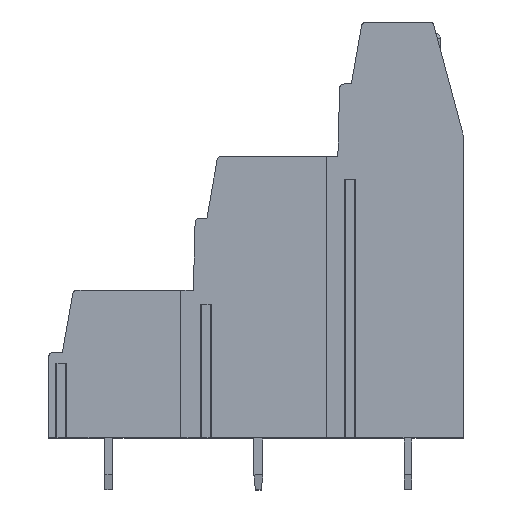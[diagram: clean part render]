
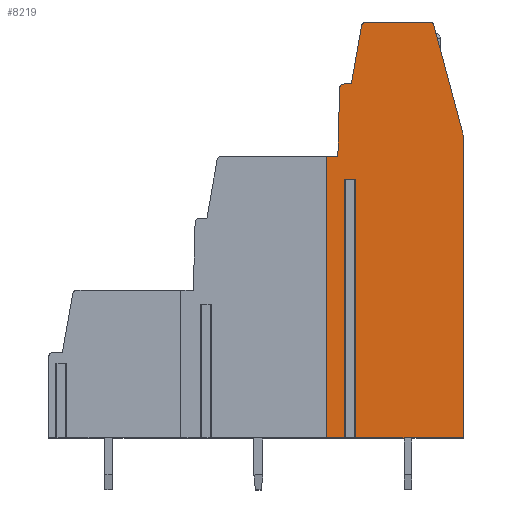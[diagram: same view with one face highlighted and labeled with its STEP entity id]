
A CAD part, top view. The second image highlights one B-rep face of the part: STEP entity #8219.
In plain terms, the highlighted planar face has unit normal (0, 0, 1).
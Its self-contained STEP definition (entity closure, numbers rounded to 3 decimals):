
#14=DIRECTION('',(-1.,0.,0.));
#15=VECTOR('',#14,0.743);
#16=CARTESIAN_POINT('',(1.908,2.65,17.78));
#17=LINE('',#16,#15);
#18=DIRECTION('',(0.,-1.,0.));
#19=VECTOR('',#18,17.55);
#20=CARTESIAN_POINT('',(1.165,2.65,17.78));
#21=LINE('',#20,#19);
#22=DIRECTION('',(1.,0.,0.));
#23=VECTOR('',#22,1.228);
#24=CARTESIAN_POINT('',(-0.063,-14.9,17.78));
#25=LINE('',#24,#23);
#26=DIRECTION('',(-1.,0.,0.));
#27=VECTOR('',#26,0.75);
#28=CARTESIAN_POINT('',(0.687,4.2,17.78));
#29=LINE('',#28,#27);
#30=DIRECTION('',(-0.026,-1.,0.));
#31=VECTOR('',#30,4.609);
#32=CARTESIAN_POINT('',(0.808,8.808,17.78));
#33=LINE('',#32,#31);
#34=CARTESIAN_POINT('',(1.108,8.8,17.78));
#35=DIRECTION('',(0.,0.,1.));
#36=DIRECTION('',(0.,1.,0.));
#37=AXIS2_PLACEMENT_3D('',#34,#35,#36);
#39=DIRECTION('',(-1.,0.,0.));
#40=VECTOR('',#39,0.497);
#41=CARTESIAN_POINT('',(1.605,9.1,17.78));
#42=LINE('',#41,#40);
#43=DIRECTION('',(-0.174,-0.985,0.));
#44=VECTOR('',#43,4.013);
#45=CARTESIAN_POINT('',(2.301,13.052,17.78));
#46=LINE('',#45,#44);
#47=CARTESIAN_POINT('',(2.597,13.,17.78));
#48=DIRECTION('',(0.,0.,1.));
#49=DIRECTION('',(0.,1.,0.));
#50=AXIS2_PLACEMENT_3D('',#47,#48,#49);
#52=DIRECTION('',(-1.,0.,0.));
#53=VECTOR('',#52,4.31);
#54=CARTESIAN_POINT('',(6.907,13.3,17.78));
#55=LINE('',#54,#53);
#56=CARTESIAN_POINT('',(6.907,13.,17.78));
#57=DIRECTION('',(0.,0.,1.));
#58=DIRECTION('',(0.966,0.259,0.));
#59=AXIS2_PLACEMENT_3D('',#56,#57,#58);
#61=CARTESIAN_POINT('',(8.187,5.518,17.78));
#62=DIRECTION('',(0.,0.,1.));
#63=DIRECTION('',(1.,0.,0.));
#64=AXIS2_PLACEMENT_3D('',#61,#62,#63);
#66=DIRECTION('',(0.,1.,0.));
#67=VECTOR('',#66,20.418);
#68=CARTESIAN_POINT('',(9.187,-14.9,17.78));
#69=LINE('',#68,#67);
#70=DIRECTION('',(1.,0.,0.));
#71=VECTOR('',#70,7.279);
#72=CARTESIAN_POINT('',(1.908,-14.9,17.78));
#73=LINE('',#72,#71);
#74=DIRECTION('',(0.,-1.,0.));
#75=VECTOR('',#74,17.55);
#76=CARTESIAN_POINT('',(1.908,2.65,17.78));
#77=LINE('',#76,#75);
#2834=DIRECTION('',(-0.259,0.966,0.));
#2835=VECTOR('',#2834,7.558);
#2836=CARTESIAN_POINT('',(9.153,5.777,17.78));
#2837=LINE('',#2836,#2835);
#4466=DIRECTION('',(0.,-1.,0.));
#4467=VECTOR('',#4466,19.1);
#4468=CARTESIAN_POINT('',(-0.063,4.2,17.78));
#4469=LINE('',#4468,#4467);
#6430=CARTESIAN_POINT('',(9.187,-14.9,17.78));
#6431=CARTESIAN_POINT('',(9.187,5.518,17.78));
#6432=VERTEX_POINT('',#6430);
#6433=VERTEX_POINT('',#6431);
#6434=CARTESIAN_POINT('',(9.153,5.777,17.78));
#6435=VERTEX_POINT('',#6434);
#6436=CARTESIAN_POINT('',(7.197,13.078,17.78));
#6437=CARTESIAN_POINT('',(6.907,13.3,17.78));
#6438=VERTEX_POINT('',#6436);
#6439=VERTEX_POINT('',#6437);
#6440=CARTESIAN_POINT('',(2.597,13.3,17.78));
#6441=VERTEX_POINT('',#6440);
#6442=CARTESIAN_POINT('',(2.301,13.052,17.78));
#6443=VERTEX_POINT('',#6442);
#6444=CARTESIAN_POINT('',(1.605,9.1,17.78));
#6445=VERTEX_POINT('',#6444);
#6446=CARTESIAN_POINT('',(1.108,9.1,17.78));
#6447=VERTEX_POINT('',#6446);
#6448=CARTESIAN_POINT('',(0.808,8.808,17.78));
#6449=VERTEX_POINT('',#6448);
#6450=CARTESIAN_POINT('',(0.687,4.2,17.78));
#6451=VERTEX_POINT('',#6450);
#6490=CARTESIAN_POINT('',(-0.063,-14.9,17.78));
#6492=VERTEX_POINT('',#6490);
#6498=CARTESIAN_POINT('',(-0.063,4.2,17.78));
#6499=VERTEX_POINT('',#6498);
#6546=CARTESIAN_POINT('',(1.908,2.65,17.78));
#6547=CARTESIAN_POINT('',(1.165,2.65,17.78));
#6548=VERTEX_POINT('',#6546);
#6549=VERTEX_POINT('',#6547);
#6550=CARTESIAN_POINT('',(1.908,-14.9,17.78));
#6551=VERTEX_POINT('',#6550);
#6552=CARTESIAN_POINT('',(1.165,-14.9,17.78));
#6553=VERTEX_POINT('',#6552);
#8178=CARTESIAN_POINT('',(0.,0.,17.78));
#8179=DIRECTION('',(0.,0.,1.));
#8180=DIRECTION('',(1.,0.,0.));
#8181=AXIS2_PLACEMENT_3D('',#8178,#8179,#8180);
#8182=PLANE('',#8181);
#8184=ORIENTED_EDGE('',*,*,#8183,.T.);
#8186=ORIENTED_EDGE('',*,*,#8185,.T.);
#8188=ORIENTED_EDGE('',*,*,#8187,.F.);
#8190=ORIENTED_EDGE('',*,*,#8189,.F.);
#8192=ORIENTED_EDGE('',*,*,#8191,.F.);
#8194=ORIENTED_EDGE('',*,*,#8193,.F.);
#8196=ORIENTED_EDGE('',*,*,#8195,.F.);
#8198=ORIENTED_EDGE('',*,*,#8197,.F.);
#8200=ORIENTED_EDGE('',*,*,#8199,.F.);
#8202=ORIENTED_EDGE('',*,*,#8201,.F.);
#8204=ORIENTED_EDGE('',*,*,#8203,.F.);
#8206=ORIENTED_EDGE('',*,*,#8205,.F.);
#8208=ORIENTED_EDGE('',*,*,#8207,.F.);
#8210=ORIENTED_EDGE('',*,*,#8209,.F.);
#8212=ORIENTED_EDGE('',*,*,#8211,.F.);
#8214=ORIENTED_EDGE('',*,*,#8213,.F.);
#8216=ORIENTED_EDGE('',*,*,#8215,.F.);
#8217=EDGE_LOOP('',(#8184,#8186,#8188,#8190,#8192,#8194,#8196,#8198,#8200,#8202,
#8204,#8206,#8208,#8210,#8212,#8214,#8216));
#8218=FACE_OUTER_BOUND('',#8217,.F.);
#38=CIRCLE('',#37,0.3);
#51=CIRCLE('',#50,0.3);
#60=CIRCLE('',#59,0.3);
#65=CIRCLE('',#64,1.);
#8183=EDGE_CURVE('',#6548,#6549,#17,.T.);
#8185=EDGE_CURVE('',#6549,#6553,#21,.T.);
#8187=EDGE_CURVE('',#6492,#6553,#25,.T.);
#8189=EDGE_CURVE('',#6499,#6492,#4469,.T.);
#8191=EDGE_CURVE('',#6451,#6499,#29,.T.);
#8193=EDGE_CURVE('',#6449,#6451,#33,.T.);
#8195=EDGE_CURVE('',#6447,#6449,#38,.T.);
#8197=EDGE_CURVE('',#6445,#6447,#42,.T.);
#8199=EDGE_CURVE('',#6443,#6445,#46,.T.);
#8201=EDGE_CURVE('',#6441,#6443,#51,.T.);
#8203=EDGE_CURVE('',#6439,#6441,#55,.T.);
#8205=EDGE_CURVE('',#6438,#6439,#60,.T.);
#8207=EDGE_CURVE('',#6435,#6438,#2837,.T.);
#8209=EDGE_CURVE('',#6433,#6435,#65,.T.);
#8211=EDGE_CURVE('',#6432,#6433,#69,.T.);
#8213=EDGE_CURVE('',#6551,#6432,#73,.T.);
#8215=EDGE_CURVE('',#6548,#6551,#77,.T.);
#8219=ADVANCED_FACE('',(#8218),#8182,.T.);
